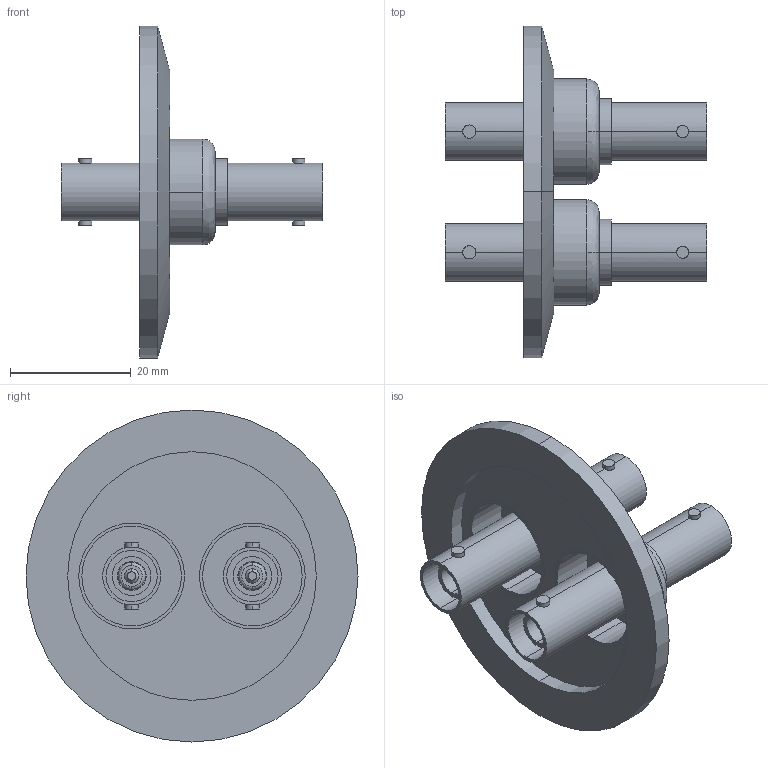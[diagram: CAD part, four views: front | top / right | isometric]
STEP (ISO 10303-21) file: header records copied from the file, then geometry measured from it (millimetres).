
FILE_DESCRIPTION (( 'STEP AP214' ), '1' );
FILE_NAME ('242-SHVD50-K40-2.STEP', '2021-05-18T10:29:59', ( '' ), ( '' ), 'SwSTEP 2.0', 'SolidWorks 2017', '' );
FILE_SCHEMA (( 'AUTOMOTIVE_DESIGN' ));
Length unit declared in the file: millimetre
Products named in the file (3): 242-SHVD50-K40-2; 9431-KF40-17.5-2_DN40 KF; 242-SHVD50
Assembly tree (3 placements, depth 2):
  242-SHVD50-K40-2
    9431-KF40-17.5-2_DN40 KF
    242-SHVD50  x2
Bounding box: 43.36 x 55 x 55 mm (x, y, z)
Volume: 11262.7 mm3; surface area: 14646.2 mm2
Topology: 3 solids, 5 shells, 157 faces, 324 edges, 206 vertices
Faces by surface type: cylinder 92, plane 47, cone 10, bspline 8
Entity records: 3370 total; most frequent: CARTESIAN_POINT 587, DIRECTION 442, ORIENTED_EDGE 352, AXIS2_PLACEMENT_3D 191, EDGE_CURVE 176, VERTEX_POINT 112, EDGE_LOOP 106, CIRCLE 104
